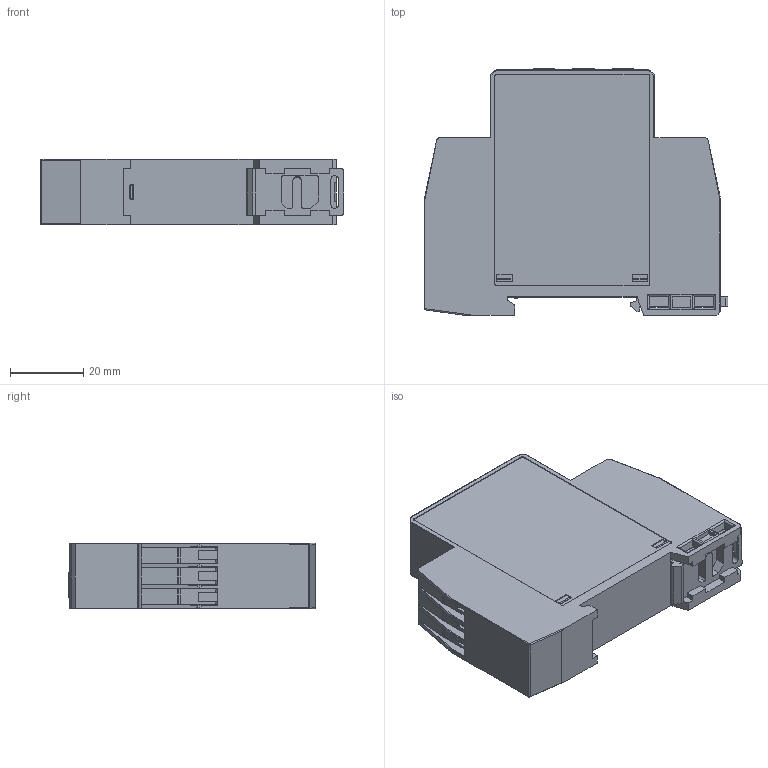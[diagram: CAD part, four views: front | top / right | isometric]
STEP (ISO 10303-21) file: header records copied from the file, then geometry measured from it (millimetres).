
FILE_DESCRIPTION(/* description */ (''),/* implementation_level */ '2;1');
FILE_NAME(/* name */ 'CLD1EA1CM24.stp',/* time_stamp */ '2020-01-10T13:17:55+01:00',/* author */ ('tvb'),/* organization */ (''),/* preprocessor_version */ 'ST-DEVELOPER v18',/* originating_system */ 'Autodesk Inventor 2020',/* authorisation */ '');
FILE_SCHEMA (('AUTOMOTIVE_DESIGN { 1 0 10303 214 3 1 1 }'));
Length unit declared in the file: millimetre
Products named in the file (1): CLD1EA1CM24_1
Bounding box: 82.99 x 67.41 x 17.9 mm (x, y, z)
Volume: 77217.3 mm3; surface area: 17611.5 mm2
Topology: 1 solids, 1 shells, 802 faces, 2213 edges, 1416 vertices
Faces by surface type: plane 496, cylinder 242, cone 31, torus 25, bspline 4, sphere 4
Full cylindrical faces by diameter (mm): 2 x1, 4.9 x6
Entity records: 30783 total; most frequent: CARTESIAN_POINT 10021, ORIENTED_EDGE 4390, DIRECTION 4130, EDGE_CURVE 2195, LINE 1564, VECTOR 1564, VERTEX_POINT 1416, AXIS2_PLACEMENT_3D 1283
